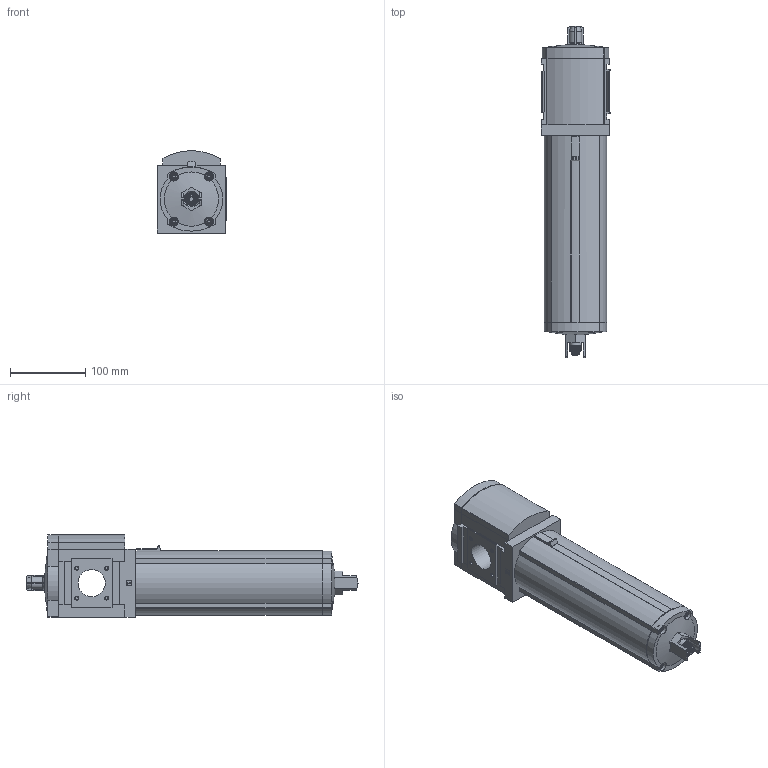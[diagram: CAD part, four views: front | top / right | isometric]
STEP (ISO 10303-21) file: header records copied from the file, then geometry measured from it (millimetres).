
FILE_DESCRIPTION(/* description */ ('STEP AP214'),/* implementation_level */ '2;1');
FILE_NAME(/* name */ '564042_MS9-LFM-G-BUV-DA',/* time_stamp */ '2024-09-11T16:30:13+02:00',/* author */ ('License CC BY-ND 4.0'),/* organization */ ('CADENAS'),/* preprocessor_version */ 'ST-DEVELOPER v19.3',/* originating_system */ 'PARTsolutions',/* authorisation */ ' ');
FILE_SCHEMA (('AUTOMOTIVE_DESIGN {1 0 10303 214 3 1 1}'));
Length unit declared in the file: millimetre
Products named in the file (3): 564042 MS9-LFM-G-BUV-DA; 552940 MS-LFM0V-DA; 707201 MS9
Assembly tree (2 placements, depth 2):
  564042 MS9-LFM-G-BUV-DA
    552940 MS-LFM0V-DA
    707201 MS9
Bounding box: 91.5 x 440 x 108.79 mm (x, y, z)
Volume: 2428893.2 mm3; surface area: 177002.3 mm2
Topology: 2 solids, 2 shells, 536 faces, 1377 edges, 898 vertices
Faces by surface type: plane 253, cylinder 190, cone 47, torus 44, sphere 2
Full cylindrical faces by diameter (mm): 4.134 x8, 6 x1, 9.728 x1, 10 x4, 11 x5, 11.4 x1, 11.5 x4, 11.6 x1, 11.8 x1, 12 x4, 13 x1, 15.8 x1, 18.631 x1, 36 x1, 71.8 x1
Entity records: 19664 total; most frequent: CARTESIAN_POINT 3197, DIRECTION 2683, ORIENTED_EDGE 2562, EDGE_CURVE 1281, AXIS2_PLACEMENT_3D 1005, VERTEX_POINT 881, LINE 673, VECTOR 673
